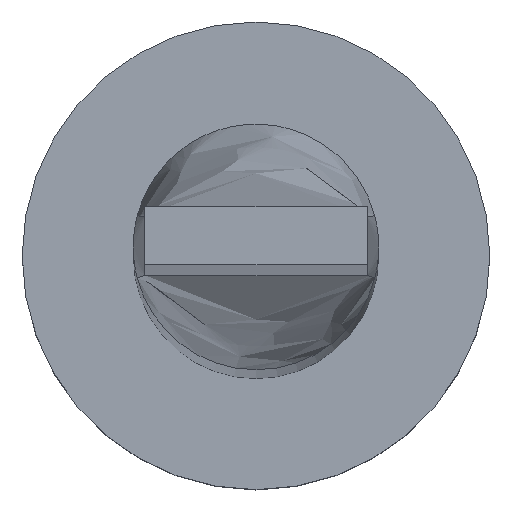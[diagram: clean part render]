
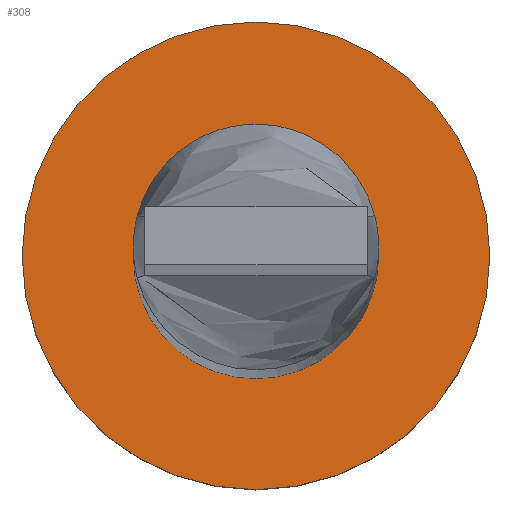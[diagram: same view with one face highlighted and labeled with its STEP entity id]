
A CAD part, top view. The second image highlights one B-rep face of the part: STEP entity #308.
In plain terms, the highlighted planar face has unit normal (0, 0, 1).
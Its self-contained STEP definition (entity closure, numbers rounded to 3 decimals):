
#3 = CARTESIAN_POINT ( 'NONE',  ( 0., 0., 3. ) ) ;
#4 = FACE_BOUND ( 'NONE', #95, .T. ) ;
#38 = EDGE_CURVE ( 'NONE', #377, #66, #566, .T. ) ;
#48 = CARTESIAN_POINT ( 'NONE',  ( 0., 0., 3. ) ) ;
#55 = CARTESIAN_POINT ( 'NONE',  ( 0., 0., 3. ) ) ;
#62 = VERTEX_POINT ( 'NONE', #426 ) ;
#66 = VERTEX_POINT ( 'NONE', #160 ) ;
#95 = EDGE_LOOP ( 'NONE', ( #545, #106 ) ) ;
#96 = DIRECTION ( 'NONE',  ( 1., 0., 0. ) ) ;
#106 = ORIENTED_EDGE ( 'NONE', *, *, #339, .F. ) ;
#111 = CARTESIAN_POINT ( 'NONE',  ( 0., 0., 3. ) ) ;
#129 = DIRECTION ( 'NONE',  ( 1., 0., 0. ) ) ;
#160 = CARTESIAN_POINT ( 'NONE',  ( 4., 0., 3. ) ) ;
#189 = CIRCLE ( 'NONE', #488, 2.1 ) ;
#202 = AXIS2_PLACEMENT_3D ( 'NONE', #3, #218, #96 ) ;
#218 = DIRECTION ( 'NONE',  ( 0., 0., 1. ) ) ;
#229 = DIRECTION ( 'NONE',  ( 0., 0., 1. ) ) ;
#249 = DIRECTION ( 'NONE',  ( 0., 0., 1. ) ) ;
#265 = FACE_OUTER_BOUND ( 'NONE', #401, .T. ) ;
#267 = CARTESIAN_POINT ( 'NONE',  ( -4., 0., 3. ) ) ;
#281 = AXIS2_PLACEMENT_3D ( 'NONE', #48, #445, #129 ) ;
#308 = ADVANCED_FACE ( 'NONE', ( #4, #265 ), #312, .T. ) ;
#312 = PLANE ( 'NONE',  #281 ) ;
#339 = EDGE_CURVE ( 'NONE', #367, #62, #419, .T. ) ;
#350 = CIRCLE ( 'NONE', #409, 4. ) ;
#360 = CARTESIAN_POINT ( 'NONE',  ( 2.1, 0., 3. ) ) ;
#364 = ORIENTED_EDGE ( 'NONE', *, *, #454, .T. ) ;
#367 = VERTEX_POINT ( 'NONE', #360 ) ;
#376 = DIRECTION ( 'NONE',  ( 1., 0., 0. ) ) ;
#377 = VERTEX_POINT ( 'NONE', #267 ) ;
#384 = DIRECTION ( 'NONE',  ( 1., 0., 0. ) ) ;
#401 = EDGE_LOOP ( 'NONE', ( #499, #364 ) ) ;
#409 = AXIS2_PLACEMENT_3D ( 'NONE', #414, #512, #376 ) ;
#412 = DIRECTION ( 'NONE',  ( 1., 0., 0. ) ) ;
#414 = CARTESIAN_POINT ( 'NONE',  ( 0., 0., 3. ) ) ;
#419 = CIRCLE ( 'NONE', #202, 2.1 ) ;
#426 = CARTESIAN_POINT ( 'NONE',  ( -2.1, 0., 3. ) ) ;
#429 = AXIS2_PLACEMENT_3D ( 'NONE', #111, #249, #384 ) ;
#445 = DIRECTION ( 'NONE',  ( 0., 0., 1. ) ) ;
#454 = EDGE_CURVE ( 'NONE', #66, #377, #350, .T. ) ;
#488 = AXIS2_PLACEMENT_3D ( 'NONE', #55, #229, #412 ) ;
#499 = ORIENTED_EDGE ( 'NONE', *, *, #38, .T. ) ;
#512 = DIRECTION ( 'NONE',  ( 0., 0., 1. ) ) ;
#544 = EDGE_CURVE ( 'NONE', #62, #367, #189, .T. ) ;
#545 = ORIENTED_EDGE ( 'NONE', *, *, #544, .F. ) ;
#566 = CIRCLE ( 'NONE', #429, 4. ) ;
